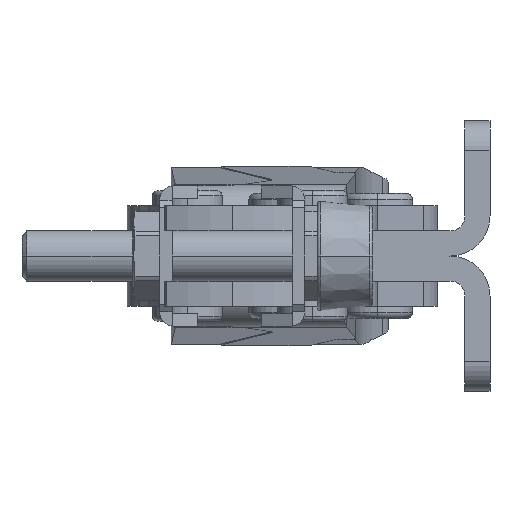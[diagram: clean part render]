
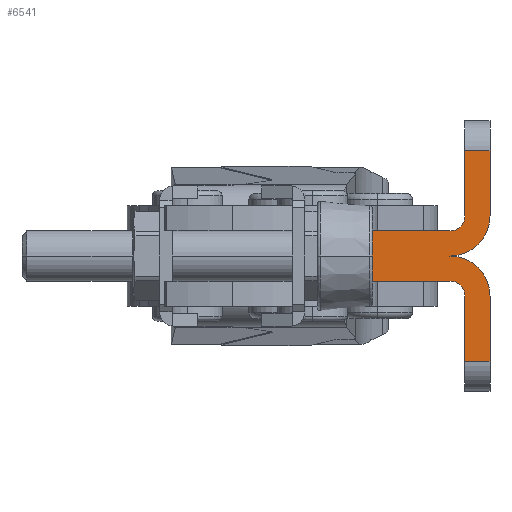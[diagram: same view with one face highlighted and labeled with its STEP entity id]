
A CAD part, left-side view. The second image highlights one B-rep face of the part: STEP entity #6541.
In plain terms, the highlighted planar face has unit normal (-1, 0, 0).
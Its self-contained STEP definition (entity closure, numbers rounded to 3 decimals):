
#78 = VERTEX_POINT ( 'NONE', #1030 ) ;
#113 = VERTEX_POINT ( 'NONE', #9515 ) ;
#157 = ORIENTED_EDGE ( 'NONE', *, *, #1465, .T. ) ;
#286 = VECTOR ( 'NONE', #516, 1000. ) ;
#356 = CARTESIAN_POINT ( 'NONE',  ( 0., 26., -10.5 ) ) ;
#448 = EDGE_CURVE ( 'NONE', #5671, #2915, #5711, .T. ) ;
#516 = DIRECTION ( 'NONE',  ( 0., 0., -1. ) ) ;
#763 = VECTOR ( 'NONE', #10524, 1000. ) ;
#812 = VERTEX_POINT ( 'NONE', #5803 ) ;
#950 = CARTESIAN_POINT ( 'NONE',  ( 0., 4., 4. ) ) ;
#1030 = CARTESIAN_POINT ( 'NONE',  ( 0., 0., -10.5 ) ) ;
#1124 = CARTESIAN_POINT ( 'NONE',  ( 0., 0., -4. ) ) ;
#1161 = DIRECTION ( 'NONE',  ( 0., 0., 1. ) ) ;
#1182 = VECTOR ( 'NONE', #1619, 1000. ) ;
#1286 = VERTEX_POINT ( 'NONE', #7264 ) ;
#1397 = ORIENTED_EDGE ( 'NONE', *, *, #11584, .F. ) ;
#1458 = CARTESIAN_POINT ( 'NONE',  ( 0., 17.75, 2.5 ) ) ;
#1465 = EDGE_CURVE ( 'NONE', #5671, #7451, #5902, .T. ) ;
#1470 = EDGE_CURVE ( 'NONE', #2915, #9028, #5791, .T. ) ;
#1604 = LINE ( 'NONE', #8175, #1820 ) ;
#1619 = DIRECTION ( 'NONE',  ( 0., 0., -1. ) ) ;
#1729 = VERTEX_POINT ( 'NONE', #2869 ) ;
#1812 = CARTESIAN_POINT ( 'NONE',  ( 0., 4., -4. ) ) ;
#1820 = VECTOR ( 'NONE', #7207, 1000. ) ;
#2044 = EDGE_CURVE ( 'NONE', #812, #7451, #1604, .T. ) ;
#2101 = CARTESIAN_POINT ( 'NONE',  ( 0., 2.5, 10.5 ) ) ;
#2186 = EDGE_CURVE ( 'NONE', #9730, #113, #8641, .T. ) ;
#2227 = LINE ( 'NONE', #4075, #9979 ) ;
#2228 = ORIENTED_EDGE ( 'NONE', *, *, #7720, .T. ) ;
#2557 = CIRCLE ( 'NONE', #7378, 1.5 ) ;
#2577 = ORIENTED_EDGE ( 'NONE', *, *, #3144, .T. ) ;
#2603 = EDGE_CURVE ( 'NONE', #8041, #78, #7102, .T. ) ;
#2869 = CARTESIAN_POINT ( 'NONE',  ( 0., 4., 0. ) ) ;
#2915 = VERTEX_POINT ( 'NONE', #7770 ) ;
#2949 = EDGE_LOOP ( 'NONE', ( #6828, #8493, #157, #4214, #10314, #7554, #1397, #9617, #6313, #2228, #3865, #2577, #7324 ) ) ;
#3083 = CARTESIAN_POINT ( 'NONE',  ( 0., 0., 10.5 ) ) ;
#3144 = EDGE_CURVE ( 'NONE', #5980, #1286, #2557, .T. ) ;
#3445 = AXIS2_PLACEMENT_3D ( 'NONE', #9868, #9689, #9752 ) ;
#3730 = DIRECTION ( 'NONE',  ( 1., 0., 0. ) ) ;
#3863 = CARTESIAN_POINT ( 'NONE',  ( 0., 17.75, 13.5 ) ) ;
#3865 = ORIENTED_EDGE ( 'NONE', *, *, #6923, .F. ) ;
#4009 = DIRECTION ( 'NONE',  ( 0., 1., 0. ) ) ;
#4075 = CARTESIAN_POINT ( 'NONE',  ( 0., 26., 10.5 ) ) ;
#4135 = LINE ( 'NONE', #356, #6485 ) ;
#4214 = ORIENTED_EDGE ( 'NONE', *, *, #2044, .F. ) ;
#4272 = VECTOR ( 'NONE', #6738, 1000. ) ;
#4627 = DIRECTION ( 'NONE',  ( 0., 0., -1. ) ) ;
#4676 = DIRECTION ( 'NONE',  ( 0., 0., -1. ) ) ;
#4794 = CARTESIAN_POINT ( 'NONE',  ( 0., 4., 4. ) ) ;
#5046 = PLANE ( 'NONE',  #3445 ) ;
#5609 = DIRECTION ( 'NONE',  ( 0., 0., -1. ) ) ;
#5671 = VERTEX_POINT ( 'NONE', #10324 ) ;
#5711 = LINE ( 'NONE', #11421, #4272 ) ;
#5784 = CARTESIAN_POINT ( 'NONE',  ( 0., 2.5, 4. ) ) ;
#5791 = LINE ( 'NONE', #3863, #11270 ) ;
#5803 = CARTESIAN_POINT ( 'NONE',  ( 0., 2.5, -10.5 ) ) ;
#5902 = CIRCLE ( 'NONE', #11857, 1.5 ) ;
#5980 = VERTEX_POINT ( 'NONE', #5784 ) ;
#6018 = FACE_OUTER_BOUND ( 'NONE', #2949, .T. ) ;
#6196 = CARTESIAN_POINT ( 'NONE',  ( 0., 0., -4. ) ) ;
#6313 = ORIENTED_EDGE ( 'NONE', *, *, #2186, .F. ) ;
#6358 = VERTEX_POINT ( 'NONE', #2101 ) ;
#6485 = VECTOR ( 'NONE', #4009, 1000. ) ;
#6541 = ADVANCED_FACE ( 'NONE', ( #6018 ), #5046, .F. ) ;
#6738 = DIRECTION ( 'NONE',  ( 0., 1., 0. ) ) ;
#6828 = ORIENTED_EDGE ( 'NONE', *, *, #1470, .F. ) ;
#6858 = LINE ( 'NONE', #10856, #763 ) ;
#6923 = EDGE_CURVE ( 'NONE', #5980, #6358, #6858, .T. ) ;
#7102 = LINE ( 'NONE', #6196, #1182 ) ;
#7207 = DIRECTION ( 'NONE',  ( 0., 0., 1. ) ) ;
#7216 = EDGE_CURVE ( 'NONE', #9028, #1286, #11503, .T. ) ;
#7264 = CARTESIAN_POINT ( 'NONE',  ( 0., 4., 2.5 ) ) ;
#7303 = CARTESIAN_POINT ( 'NONE',  ( 0., 2.5, -4. ) ) ;
#7324 = ORIENTED_EDGE ( 'NONE', *, *, #7216, .F. ) ;
#7378 = AXIS2_PLACEMENT_3D ( 'NONE', #950, #9986, #8134 ) ;
#7451 = VERTEX_POINT ( 'NONE', #7303 ) ;
#7489 = CARTESIAN_POINT ( 'NONE',  ( 0., 4., -4. ) ) ;
#7554 = ORIENTED_EDGE ( 'NONE', *, *, #2603, .F. ) ;
#7596 = AXIS2_PLACEMENT_3D ( 'NONE', #1812, #3730, #4627 ) ;
#7720 = EDGE_CURVE ( 'NONE', #9730, #6358, #2227, .T. ) ;
#7770 = CARTESIAN_POINT ( 'NONE',  ( 0., 17.75, -2.5 ) ) ;
#7777 = DIRECTION ( 'NONE',  ( 0., 1., 0. ) ) ;
#8041 = VERTEX_POINT ( 'NONE', #1124 ) ;
#8134 = DIRECTION ( 'NONE',  ( 0., 0., -1. ) ) ;
#8175 = CARTESIAN_POINT ( 'NONE',  ( 0., 2.5, -16.2 ) ) ;
#8493 = ORIENTED_EDGE ( 'NONE', *, *, #448, .F. ) ;
#8496 = DIRECTION ( 'NONE',  ( 1., 0., 0. ) ) ;
#8641 = LINE ( 'NONE', #10557, #286 ) ;
#8661 = VECTOR ( 'NONE', #10612, 1000. ) ;
#8754 = CIRCLE ( 'NONE', #7596, 4. ) ;
#9028 = VERTEX_POINT ( 'NONE', #1458 ) ;
#9378 = EDGE_CURVE ( 'NONE', #113, #1729, #11250, .T. ) ;
#9409 = DIRECTION ( 'NONE',  ( 1., 0., 0. ) ) ;
#9515 = CARTESIAN_POINT ( 'NONE',  ( 0., 0., 4. ) ) ;
#9528 = EDGE_CURVE ( 'NONE', #78, #812, #4135, .T. ) ;
#9617 = ORIENTED_EDGE ( 'NONE', *, *, #9378, .F. ) ;
#9689 = DIRECTION ( 'NONE',  ( 1., 0., 0. ) ) ;
#9730 = VERTEX_POINT ( 'NONE', #3083 ) ;
#9752 = DIRECTION ( 'NONE',  ( 0., 1., 0. ) ) ;
#9868 = CARTESIAN_POINT ( 'NONE',  ( 0., 4., 4. ) ) ;
#9979 = VECTOR ( 'NONE', #7777, 1000. ) ;
#9986 = DIRECTION ( 'NONE',  ( 1., 0., 0. ) ) ;
#10314 = ORIENTED_EDGE ( 'NONE', *, *, #9528, .F. ) ;
#10324 = CARTESIAN_POINT ( 'NONE',  ( 0., 4., -2.5 ) ) ;
#10524 = DIRECTION ( 'NONE',  ( 0., 0., 1. ) ) ;
#10557 = CARTESIAN_POINT ( 'NONE',  ( 0., 0., 16.2 ) ) ;
#10612 = DIRECTION ( 'NONE',  ( 0., -1., 0. ) ) ;
#10856 = CARTESIAN_POINT ( 'NONE',  ( 0., 2.5, 4. ) ) ;
#10893 = AXIS2_PLACEMENT_3D ( 'NONE', #4794, #8496, #4676 ) ;
#11250 = CIRCLE ( 'NONE', #10893, 4. ) ;
#11270 = VECTOR ( 'NONE', #1161, 1000. ) ;
#11373 = CARTESIAN_POINT ( 'NONE',  ( 0., 28.75, 2.5 ) ) ;
#11421 = CARTESIAN_POINT ( 'NONE',  ( 0., 4., -2.5 ) ) ;
#11503 = LINE ( 'NONE', #11373, #8661 ) ;
#11584 = EDGE_CURVE ( 'NONE', #1729, #8041, #8754, .T. ) ;
#11857 = AXIS2_PLACEMENT_3D ( 'NONE', #7489, #9409, #5609 ) ;
